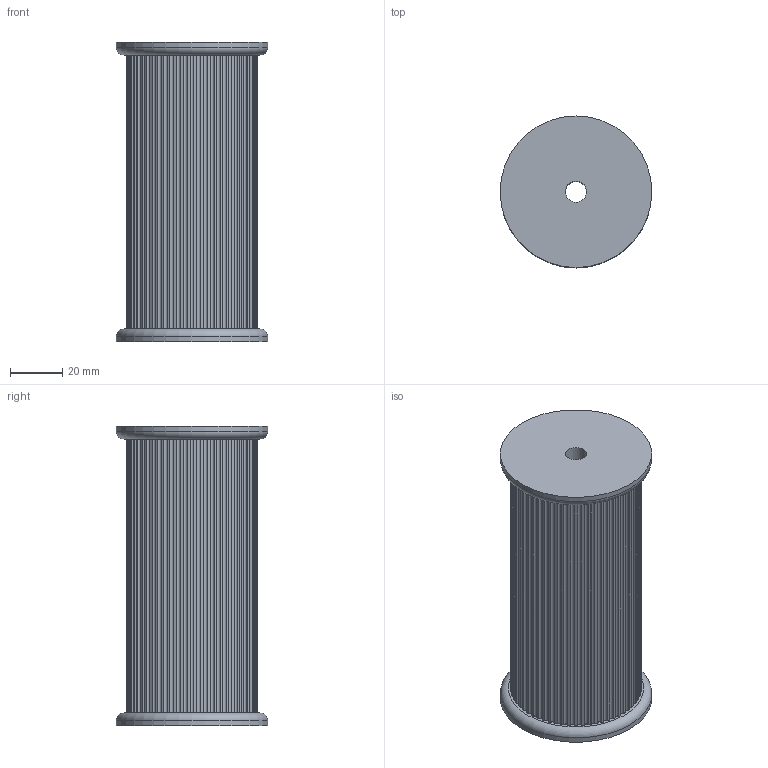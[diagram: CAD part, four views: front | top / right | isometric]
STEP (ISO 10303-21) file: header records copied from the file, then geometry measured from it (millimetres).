
FILE_DESCRIPTION(/* description */ (''),/* implementation_level */ '2;1');
FILE_NAME(/* name */ 'Trục băng chuyền.stp',/* time_stamp */ '2022-08-06T00:56:37+07:00',/* author */ ('PC'),/* organization */ (''),/* preprocessor_version */ 'ST-DEVELOPER v18',/* originating_system */ 'Autodesk Inventor 2020',/* authorisation */ '');
FILE_SCHEMA (('AUTOMOTIVE_DESIGN { 1 0 10303 214 3 1 1 }'));
Length unit declared in the file: millimetre
Products named in the file (1): Trục băng chuyền
Bounding box: 58.14 x 58.14 x 115 mm (x, y, z)
Volume: 221651.1 mm3; surface area: 32745.1 mm2
Topology: 1 solids, 1 shells, 131 faces, 388 edges, 262 vertices
Faces by surface type: cylinder 124, plane 5, torus 2
Full cylindrical faces by diameter (mm): 8.1 x1, 8.14 x1, 58.1 x1, 58.14 x1
Entity records: 4611 total; most frequent: DIRECTION 916, CARTESIAN_POINT 782, ORIENTED_EDGE 776, AXIS2_PLACEMENT_3D 396, EDGE_CURVE 388, CIRCLE 264, VERTEX_POINT 262, EDGE_LOOP 136
